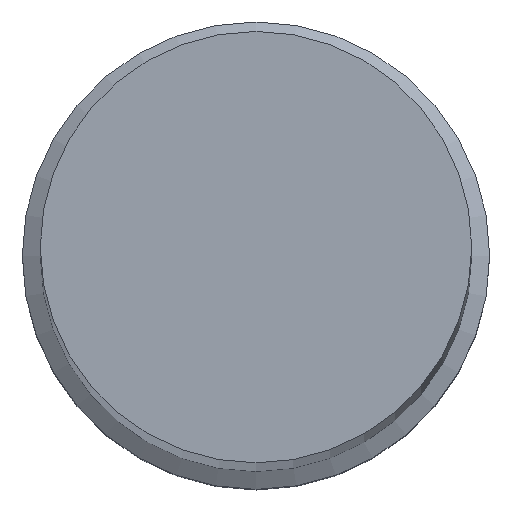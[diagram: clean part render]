
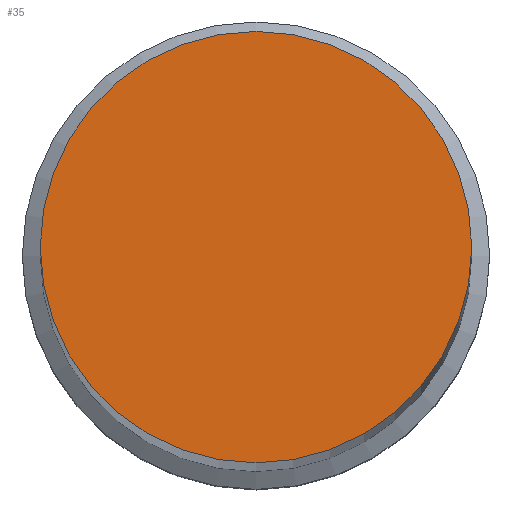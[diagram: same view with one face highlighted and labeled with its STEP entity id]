
A CAD part, top view. The second image highlights one B-rep face of the part: STEP entity #35.
In plain terms, the highlighted planar face has unit normal (0, 0, 1).
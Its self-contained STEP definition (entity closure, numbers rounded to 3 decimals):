
#35=ADVANCED_FACE('Unnamed[1]',(#77),#78,.T.);
#37=EDGE_CURVE('Unnamed[1]',#80,#80,#81,.T.);
#77=FACE_OUTER_BOUND('',#123,.T.);
#78=PLANE('',#124);
#80=VERTEX_POINT('',#127);
#81=CIRCLE('',#128,6.);
#123=EDGE_LOOP('',(#170));
#124=AXIS2_PLACEMENT_3D('',#171,#172,#173);
#127=CARTESIAN_POINT('',(0.,6.,0.));
#128=AXIS2_PLACEMENT_3D('',#174,#175,#176);
#170=ORIENTED_EDGE('',*,*,#37,.F.);
#171=CARTESIAN_POINT('',(0.,3.,0.));
#172=DIRECTION('',(0.,0.,1.0));
#173=DIRECTION('',(0.,-1.0,0.));
#174=CARTESIAN_POINT('',(0.,0.,0.));
#175=DIRECTION('',(0.,0.,-1.0));
#176=DIRECTION('',(0.,1.0,0.));
